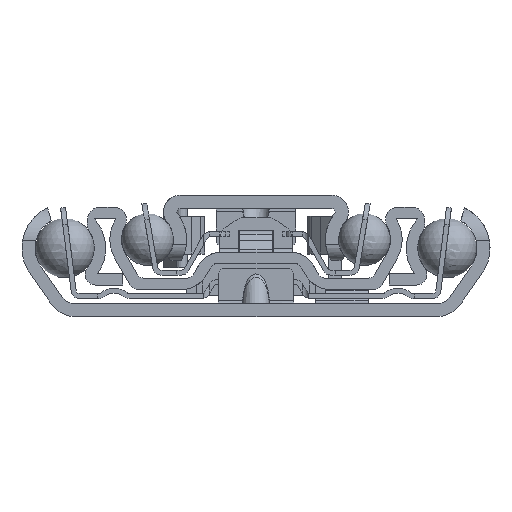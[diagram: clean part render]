
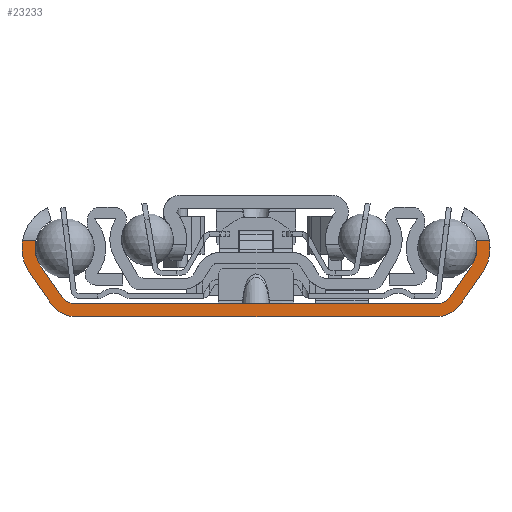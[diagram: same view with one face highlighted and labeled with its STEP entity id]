
A CAD part, left-side view. The second image highlights one B-rep face of the part: STEP entity #23233.
In plain terms, the highlighted planar face has unit normal (-1, 0, 0).
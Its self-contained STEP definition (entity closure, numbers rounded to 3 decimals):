
#456=PLANE('',#24937);
#1420=FACE_OUTER_BOUND('',#2635,.T.);
#2635=EDGE_LOOP('',(#16419,#16420,#16421,#16422,#16423,#16424,#16425,#16426,
#16427,#16428,#16429,#16430,#16431,#16432,#16433,#16434));
#3772=LINE('',#34208,#6021);
#3988=LINE('',#35640,#6237);
#4036=LINE('',#35837,#6285);
#4037=LINE('',#35852,#6286);
#4041=LINE('',#35863,#6290);
#4043=LINE('',#35870,#6292);
#4046=LINE('',#35879,#6295);
#4048=LINE('',#35886,#6297);
#6021=VECTOR('',#27016,10.);
#6237=VECTOR('',#27778,10.);
#6285=VECTOR('',#27918,10.);
#6286=VECTOR('',#27923,10.);
#6290=VECTOR('',#27939,10.);
#6292=VECTOR('',#27947,10.);
#6295=VECTOR('',#27960,10.);
#6297=VECTOR('',#27968,10.);
#8375=CIRCLE('',#24797,6.725);
#8384=CIRCLE('',#24808,4.75);
#8421=CIRCLE('',#24922,4.5);
#8422=CIRCLE('',#24925,4.75);
#8423=CIRCLE('',#24928,2.25);
#8424=CIRCLE('',#24930,2.25);
#8425=CIRCLE('',#24933,6.725);
#8426=CIRCLE('',#24936,4.5);
#9375=VERTEX_POINT('',#34206);
#9376=VERTEX_POINT('',#34207);
#9586=VERTEX_POINT('',#35382);
#9587=VERTEX_POINT('',#35395);
#9599=VERTEX_POINT('',#35425);
#9600=VERTEX_POINT('',#35436);
#9663=VERTEX_POINT('',#35638);
#9664=VERTEX_POINT('',#35639);
#9701=VERTEX_POINT('',#35823);
#9703=VERTEX_POINT('',#35840);
#9705=VERTEX_POINT('',#35859);
#9706=VERTEX_POINT('',#35865);
#9707=VERTEX_POINT('',#35869);
#9708=VERTEX_POINT('',#35875);
#9709=VERTEX_POINT('',#35881);
#9710=VERTEX_POINT('',#35885);
#11772=EDGE_CURVE('',#9375,#9376,#3772,.T.);
#12077=EDGE_CURVE('',#9586,#9587,#8375,.T.);
#12094=EDGE_CURVE('',#9599,#9600,#8384,.T.);
#12196=EDGE_CURVE('',#9663,#9664,#3988,.T.);
#12266=EDGE_CURVE('',#9701,#9599,#4036,.T.);
#12269=EDGE_CURVE('',#9703,#9586,#4037,.T.);
#12273=EDGE_CURVE('',#9705,#9663,#8421,.T.);
#12275=EDGE_CURVE('',#9587,#9705,#4041,.T.);
#12277=EDGE_CURVE('',#9706,#9703,#8422,.T.);
#12278=EDGE_CURVE('',#9707,#9706,#4043,.T.);
#12280=EDGE_CURVE('',#9376,#9707,#8423,.T.);
#12281=EDGE_CURVE('',#9708,#9375,#8424,.T.);
#12283=EDGE_CURVE('',#9600,#9708,#4046,.T.);
#12285=EDGE_CURVE('',#9709,#9701,#8425,.T.);
#12286=EDGE_CURVE('',#9710,#9709,#4048,.T.);
#12288=EDGE_CURVE('',#9664,#9710,#8426,.T.);
#16419=ORIENTED_EDGE('',*,*,#12269,.F.);
#16420=ORIENTED_EDGE('',*,*,#12277,.F.);
#16421=ORIENTED_EDGE('',*,*,#12278,.F.);
#16422=ORIENTED_EDGE('',*,*,#12280,.F.);
#16423=ORIENTED_EDGE('',*,*,#11772,.F.);
#16424=ORIENTED_EDGE('',*,*,#12281,.F.);
#16425=ORIENTED_EDGE('',*,*,#12283,.F.);
#16426=ORIENTED_EDGE('',*,*,#12094,.F.);
#16427=ORIENTED_EDGE('',*,*,#12266,.F.);
#16428=ORIENTED_EDGE('',*,*,#12285,.F.);
#16429=ORIENTED_EDGE('',*,*,#12286,.F.);
#16430=ORIENTED_EDGE('',*,*,#12288,.F.);
#16431=ORIENTED_EDGE('',*,*,#12196,.F.);
#16432=ORIENTED_EDGE('',*,*,#12273,.F.);
#16433=ORIENTED_EDGE('',*,*,#12275,.F.);
#16434=ORIENTED_EDGE('',*,*,#12077,.F.);
#23233=ADVANCED_FACE('',(#1420),#456,.F.);
#24797=AXIS2_PLACEMENT_3D('',#35396,#27548,#27549);
#24808=AXIS2_PLACEMENT_3D('',#35437,#27577,#27578);
#24922=AXIS2_PLACEMENT_3D('',#35860,#27934,#27935);
#24925=AXIS2_PLACEMENT_3D('',#35867,#27943,#27944);
#24928=AXIS2_PLACEMENT_3D('',#35873,#27951,#27952);
#24930=AXIS2_PLACEMENT_3D('',#35876,#27955,#27956);
#24933=AXIS2_PLACEMENT_3D('',#35883,#27964,#27965);
#24936=AXIS2_PLACEMENT_3D('',#35889,#27972,#27973);
#24937=AXIS2_PLACEMENT_3D('',#35890,#27974,#27975);
#27016=DIRECTION('',(0.,-1.,0.));
#27548=DIRECTION('center_axis',(1.,0.,0.));
#27549=DIRECTION('ref_axis',(0.,-0.421,0.907));
#27577=DIRECTION('center_axis',(-1.,0.,0.));
#27578=DIRECTION('ref_axis',(0.,-0.819,0.574));
#27778=DIRECTION('',(0.,1.,0.));
#27918=DIRECTION('',(0.,-1.,0.));
#27923=DIRECTION('',(0.,-1.,0.));
#27934=DIRECTION('center_axis',(1.,0.,0.));
#27935=DIRECTION('ref_axis',(0.,-0.819,-0.574));
#27939=DIRECTION('',(0.,0.574,-0.819));
#27943=DIRECTION('center_axis',(-1.,0.,0.));
#27944=DIRECTION('ref_axis',(0.,0.489,-0.872));
#27947=DIRECTION('',(0.,-0.574,0.819));
#27951=DIRECTION('center_axis',(-1.,0.,0.));
#27952=DIRECTION('ref_axis',(0.,0.819,0.574));
#27955=DIRECTION('center_axis',(-1.,0.,0.));
#27956=DIRECTION('ref_axis',(0.,0.,1.));
#27960=DIRECTION('',(0.,-0.574,-0.819));
#27964=DIRECTION('center_axis',(1.,0.,0.));
#27965=DIRECTION('ref_axis',(0.,0.819,-0.574));
#27968=DIRECTION('',(0.,0.574,0.819));
#27972=DIRECTION('center_axis',(1.,0.,0.));
#27973=DIRECTION('ref_axis',(0.,0.,-1.));
#27974=DIRECTION('center_axis',(1.,0.,0.));
#27975=DIRECTION('ref_axis',(0.,0.,-1.));
#34206=CARTESIAN_POINT('',(0.,27.471,2.));
#34207=CARTESIAN_POINT('',(0.,-27.471,2.));
#34208=CARTESIAN_POINT('',(0.,27.471,2.));
#35382=CARTESIAN_POINT('',(0.,-35.359,11.5));
#35395=CARTESIAN_POINT('',(0.,-34.234,6.543));
#35396=CARTESIAN_POINT('Origin',(0.,-28.725,10.4));
#35425=CARTESIAN_POINT('',(0.,33.346,11.5));
#35436=CARTESIAN_POINT('',(0.,32.616,7.676));
#35437=CARTESIAN_POINT('Origin',(0.,28.725,10.4));
#35638=CARTESIAN_POINT('',(0.,-27.31,0.));
#35639=CARTESIAN_POINT('',(0.,27.31,0.));
#35640=CARTESIAN_POINT('',(0.,0.,0.));
#35823=CARTESIAN_POINT('',(0.,35.359,11.5));
#35837=CARTESIAN_POINT('',(0.,0.,11.5));
#35840=CARTESIAN_POINT('',(0.,-33.346,11.5));
#35852=CARTESIAN_POINT('',(0.,0.,11.5));
#35859=CARTESIAN_POINT('',(0.,-30.996,1.919));
#35860=CARTESIAN_POINT('Origin',(0.,-27.31,4.5));
#35863=CARTESIAN_POINT('',(0.,-34.234,6.543));
#35865=CARTESIAN_POINT('',(0.,-32.616,7.676));
#35867=CARTESIAN_POINT('Origin',(0.,-28.725,10.4));
#35869=CARTESIAN_POINT('',(0.,-29.314,2.959));
#35870=CARTESIAN_POINT('',(0.,-29.314,2.959));
#35873=CARTESIAN_POINT('Origin',(0.,-27.471,4.25));
#35875=CARTESIAN_POINT('',(0.,29.314,2.959));
#35876=CARTESIAN_POINT('Origin',(0.,27.471,4.25));
#35879=CARTESIAN_POINT('',(0.,32.616,7.676));
#35881=CARTESIAN_POINT('',(0.,34.234,6.543));
#35883=CARTESIAN_POINT('Origin',(0.,28.725,10.4));
#35885=CARTESIAN_POINT('',(0.,30.996,1.919));
#35886=CARTESIAN_POINT('',(0.,30.996,1.919));
#35889=CARTESIAN_POINT('Origin',(0.,27.31,4.5));
#35890=CARTESIAN_POINT('Origin',(0.,0.,3.636));
